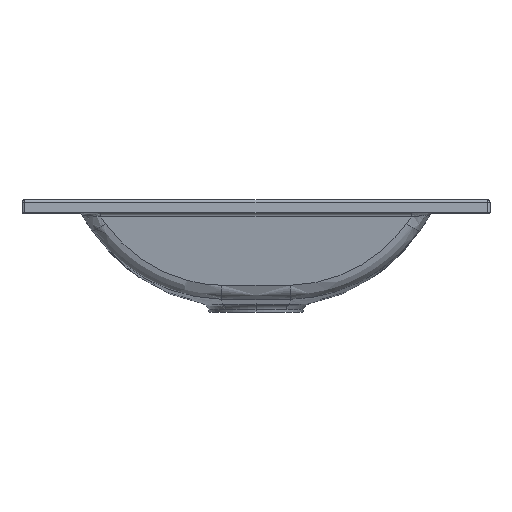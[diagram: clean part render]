
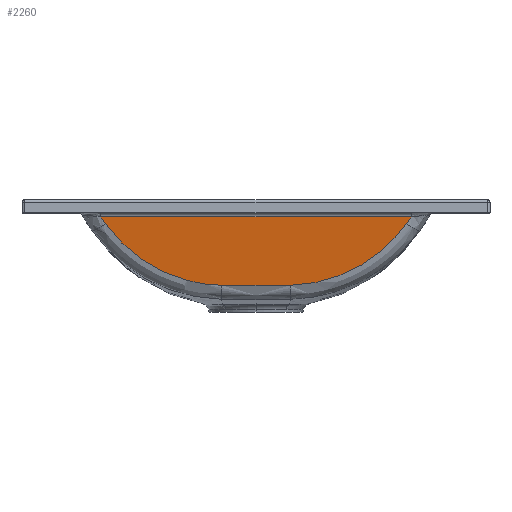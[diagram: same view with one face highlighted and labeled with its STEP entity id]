
A CAD part, top view. The second image highlights one B-rep face of the part: STEP entity #2260.
In plain terms, the highlighted planar face has unit normal (0, -0.122, 0.993).
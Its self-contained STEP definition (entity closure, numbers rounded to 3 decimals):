
#24 = ORIENTED_EDGE ( 'NONE', *, *, #2055, .T. ) ;
#148 = CARTESIAN_POINT ( 'NONE',  ( -164.289, -20.838, 148.039 ) ) ;
#208 = CARTESIAN_POINT ( 'NONE',  ( 88.52, -81.322, 140.613 ) ) ;
#314 = CARTESIAN_POINT ( 'NONE',  ( -128.352, -59.162, 143.333 ) ) ;
#346 = CARTESIAN_POINT ( 'NONE',  ( -74.225, -85.971, 140.042 ) ) ;
#376 = CARTESIAN_POINT ( 'NONE',  ( 36.53, -91.424, 139.372 ) ) ;
#425 = CARTESIAN_POINT ( 'NONE',  ( -36.53, -91.424, 139.372 ) ) ;
#545 = EDGE_CURVE ( 'NONE', #3012, #4030, #2719, .T. ) ;
#644 = CARTESIAN_POINT ( 'NONE',  ( 82.752, -83.381, 140.36 ) ) ;
#659 = VERTEX_POINT ( 'NONE', #425 ) ;
#671 = CARTESIAN_POINT ( 'NONE',  ( 149.7, -40.023, 145.683 ) ) ;
#754 = CARTESIAN_POINT ( 'NONE',  ( -141.106, -48.455, 144.648 ) ) ;
#783 = CARTESIAN_POINT ( 'NONE',  ( -80.101, -84.243, 140.254 ) ) ;
#930 = CARTESIAN_POINT ( 'NONE',  ( 164.289, -20.838, 148.039 ) ) ;
#1082 = CARTESIAN_POINT ( 'NONE',  ( 24.353, -91.678, 139.341 ) ) ;
#1098 = CARTESIAN_POINT ( 'NONE',  ( 66.683, -87.942, 139.8 ) ) ;
#1129 = CARTESIAN_POINT ( 'NONE',  ( 131.776, -56.499, 143.66 ) ) ;
#1208 = CARTESIAN_POINT ( 'NONE',  ( -157.355, -30.584, 146.842 ) ) ;
#1245 = CARTESIAN_POINT ( 'NONE',  ( -95.77, -78.483, 140.961 ) ) ;
#1259 = EDGE_LOOP ( 'NONE', ( #1838, #24, #2731, #3186, #5880, #3170 ) ) ;
#1266 = DIRECTION ( 'NONE',  ( 0., -0.993, -0.122 ) ) ;
#1442 = CARTESIAN_POINT ( 'NONE',  ( -168.684, -18.391, 148.34 ) ) ;
#1541 = CARTESIAN_POINT ( 'NONE',  ( -36.53, -91.424, 139.372 ) ) ;
#1557 = CARTESIAN_POINT ( 'NONE',  ( 42.671, -91.296, 139.388 ) ) ;
#1584 = CARTESIAN_POINT ( 'NONE',  ( 117.02, -67.19, 142.348 ) ) ;
#1640 = CARTESIAN_POINT ( 'NONE',  ( 160.924, -25.624, 147.451 ) ) ;
#1693 = CARTESIAN_POINT ( 'NONE',  ( -117.133, -67.121, 142.356 ) ) ;
#1720 = PLANE ( 'NONE',  #4274 ) ;
#1729 = CARTESIAN_POINT ( 'NONE',  ( -42.671, -91.296, 139.388 ) ) ;
#1838 = ORIENTED_EDGE ( 'NONE', *, *, #3450, .T. ) ;
#1969 = CARTESIAN_POINT ( 'NONE',  ( -162.633, -23.25, 147.743 ) ) ;
#2036 = CARTESIAN_POINT ( 'NONE',  ( 95.646, -78.54, 140.954 ) ) ;
#2055 = EDGE_CURVE ( 'NONE', #2321, #5316, #5549, .T. ) ;
#2075 =( BOUNDED_CURVE ( )  B_SPLINE_CURVE ( 3, ( #4245, #148, #1969, #3795 ),
 .UNSPECIFIED., .F., .T. ) 
 B_SPLINE_CURVE_WITH_KNOTS ( ( 4, 4 ),
 ( 2.15, 2.195 ),
 .UNSPECIFIED. ) 
 CURVE ( )  GEOMETRIC_REPRESENTATION_ITEM ( )  RATIONAL_B_SPLINE_CURVE ( ( 1., 1., 1., 1. ) ) 
 REPRESENTATION_ITEM ( '' )  );
#2144 = CARTESIAN_POINT ( 'NONE',  ( -127.137, -60.081, 143.221 ) ) ;
#2176 = CARTESIAN_POINT ( 'NONE',  ( -66.813, -87.916, 139.803 ) ) ;
#2260 = ADVANCED_FACE ( 'NONE', ( #5807 ), #1720, .T. ) ;
#2321 = VERTEX_POINT ( 'NONE', #4025 ) ;
#2329 = CARTESIAN_POINT ( 'NONE',  ( -160.924, -25.624, 147.451 ) ) ;
#2484 = CARTESIAN_POINT ( 'NONE',  ( 84.198, -82.889, 140.42 ) ) ;
#2508 = CARTESIAN_POINT ( 'NONE',  ( 157.355, -30.583, 146.843 ) ) ;
#2588 = CARTESIAN_POINT ( 'NONE',  ( -134.283, -54.429, 143.915 ) ) ;
#2595 = CARTESIAN_POINT ( 'NONE',  ( -165.891, -18.391, 148.34 ) ) ;
#2618 = CARTESIAN_POINT ( 'NONE',  ( -78.642, -84.696, 140.198 ) ) ;
#2664 = B_SPLINE_CURVE_WITH_KNOTS ( 'NONE', 3,
 ( #5753, #1208, #3045, #4866, #754, #2588, #4415, #314, #2144, #3970, #5784, #1693, #3526, #5356, #1245, #3076, #4897, #783, #2618, #4445, #346, #2176, #4004, #5816, #1729, #3555 ),
 .UNSPECIFIED., .F., .F.,
 ( 4, 2, 2, 2, 2, 2, 2, 2, 2, 2, 2, 2, 4 ),
 ( 0., 0.018, 0.036, 0.045, 0.05, 0.054, 0.073, 0.091, 0.1, 0.104, 0.109, 0.127, 0.145 ),
 .UNSPECIFIED. ) ;
#2719 = B_SPLINE_CURVE_WITH_KNOTS ( 'NONE', 3,
 ( #5656, #1557, #3386, #5210, #1098, #2939, #4764, #644, #2484, #4310, #208, #2036, #3862, #5682, #1584, #3412, #5240, #1129, #2965, #4786, #671, #2508, #4336 ),
 .UNSPECIFIED., .F., .F.,
 ( 4, 2, 2, 2, 2, 2, 2, 2, 2, 2, 1, 4 ),
 ( 0., 0.018, 0.036, 0.045, 0.05, 0.054, 0.073, 0.091, 0.1, 0.109, 0.127, 0.145 ),
 .UNSPECIFIED. ) ;
#2731 = ORIENTED_EDGE ( 'NONE', *, *, #2845, .T. ) ;
#2772 = CARTESIAN_POINT ( 'NONE',  ( 165.891, -18.391, 148.34 ) ) ;
#2845 = EDGE_CURVE ( 'NONE', #5316, #3879, #2075, .T. ) ;
#2917 = CARTESIAN_POINT ( 'NONE',  ( 36.53, -91.424, 139.372 ) ) ;
#2939 = CARTESIAN_POINT ( 'NONE',  ( 75.485, -85.645, 140.082 ) ) ;
#2965 = CARTESIAN_POINT ( 'NONE',  ( 134.143, -54.548, 143.9 ) ) ;
#3012 = VERTEX_POINT ( 'NONE', #376 ) ;
#3045 = CARTESIAN_POINT ( 'NONE',  ( -153.535, -35.293, 146.264 ) ) ;
#3076 = CARTESIAN_POINT ( 'NONE',  ( -87.306, -81.799, 140.554 ) ) ;
#3170 = ORIENTED_EDGE ( 'NONE', *, *, #545, .T. ) ;
#3186 = ORIENTED_EDGE ( 'NONE', *, *, #4256, .T. ) ;
#3221 = CARTESIAN_POINT ( 'NONE',  ( 160.924, -25.624, 147.451 ) ) ;
#3273 = DIRECTION ( 'NONE',  ( -1., 0., 0. ) ) ;
#3369 = CARTESIAN_POINT ( 'NONE',  ( -24.353, -91.678, 139.341 ) ) ;
#3386 = CARTESIAN_POINT ( 'NONE',  ( 48.741, -90.804, 139.448 ) ) ;
#3412 = CARTESIAN_POINT ( 'NONE',  ( 124.509, -62.034, 142.981 ) ) ;
#3436 = B_SPLINE_CURVE_WITH_KNOTS ( 'NONE', 3,
 ( #1541, #3369, #5192, #1082, #2917 ),
 .UNSPECIFIED., .F., .F.,
 ( 4, 1, 4 ),
 ( 0., 0.037, 0.073 ),
 .UNSPECIFIED. ) ;
#3450 = EDGE_CURVE ( 'NONE', #4030, #2321, #5146, .T. ) ;
#3526 = CARTESIAN_POINT ( 'NONE',  ( -111.942, -70.275, 141.969 ) ) ;
#3546 = CARTESIAN_POINT ( 'NONE',  ( -180., -1.584, 150.403 ) ) ;
#3555 = CARTESIAN_POINT ( 'NONE',  ( -36.53, -91.424, 139.372 ) ) ;
#3795 = CARTESIAN_POINT ( 'NONE',  ( -160.924, -25.624, 147.451 ) ) ;
#3862 = CARTESIAN_POINT ( 'NONE',  ( 101.165, -76.002, 141.266 ) ) ;
#3879 = VERTEX_POINT ( 'NONE', #2329 ) ;
#3970 = CARTESIAN_POINT ( 'NONE',  ( -124.677, -61.886, 142.999 ) ) ;
#4004 = CARTESIAN_POINT ( 'NONE',  ( -60.83, -89.114, 139.656 ) ) ;
#4025 = CARTESIAN_POINT ( 'NONE',  ( 165.891, -18.391, 148.34 ) ) ;
#4030 = VERTEX_POINT ( 'NONE', #1640 ) ;
#4245 = CARTESIAN_POINT ( 'NONE',  ( -165.891, -18.391, 148.34 ) ) ;
#4256 = EDGE_CURVE ( 'NONE', #3879, #659, #2664, .T. ) ;
#4274 = AXIS2_PLACEMENT_3D ( 'NONE', #3546, #5378, #1266 ) ;
#4310 = CARTESIAN_POINT ( 'NONE',  ( 87.081, -81.859, 140.547 ) ) ;
#4336 = CARTESIAN_POINT ( 'NONE',  ( 160.924, -25.624, 147.451 ) ) ;
#4415 = CARTESIAN_POINT ( 'NONE',  ( -131.948, -56.36, 143.678 ) ) ;
#4445 = CARTESIAN_POINT ( 'NONE',  ( -75.705, -85.56, 140.092 ) ) ;
#4458 = VECTOR ( 'NONE', #3273, 1000. ) ;
#4535 = EDGE_CURVE ( 'NONE', #659, #3012, #3436, .T. ) ;
#4764 = CARTESIAN_POINT ( 'NONE',  ( 78.402, -84.792, 140.186 ) ) ;
#4786 = CARTESIAN_POINT ( 'NONE',  ( 141.032, -48.528, 144.639 ) ) ;
#4866 = CARTESIAN_POINT ( 'NONE',  ( -145.41, -44.229, 145.167 ) ) ;
#4897 = CARTESIAN_POINT ( 'NONE',  ( -84.447, -82.826, 140.428 ) ) ;
#5040 = CARTESIAN_POINT ( 'NONE',  ( 162.633, -23.25, 147.743 ) ) ;
#5146 =( BOUNDED_CURVE ( )  B_SPLINE_CURVE ( 3, ( #3221, #5040, #930, #2772 ),
 .UNSPECIFIED., .F., .T. ) 
 B_SPLINE_CURVE_WITH_KNOTS ( ( 4, 4 ),
 ( 4.089, 4.133 ),
 .UNSPECIFIED. ) 
 CURVE ( )  GEOMETRIC_REPRESENTATION_ITEM ( )  RATIONAL_B_SPLINE_CURVE ( ( 1., 1., 1., 1. ) ) 
 REPRESENTATION_ITEM ( '' )  );
#5192 = CARTESIAN_POINT ( 'NONE',  ( 0., -91.949, 139.308 ) ) ;
#5210 = CARTESIAN_POINT ( 'NONE',  ( 60.747, -89.128, 139.654 ) ) ;
#5240 = CARTESIAN_POINT ( 'NONE',  ( 126.961, -60.24, 143.201 ) ) ;
#5316 = VERTEX_POINT ( 'NONE', #2595 ) ;
#5356 = CARTESIAN_POINT ( 'NONE',  ( -101.26, -75.956, 141.271 ) ) ;
#5378 = DIRECTION ( 'NONE',  ( 0., -0.122, 0.993 ) ) ;
#5549 = LINE ( 'NONE', #1442, #4458 ) ;
#5656 = CARTESIAN_POINT ( 'NONE',  ( 36.53, -91.424, 139.372 ) ) ;
#5682 = CARTESIAN_POINT ( 'NONE',  ( 111.852, -70.327, 141.963 ) ) ;
#5753 = CARTESIAN_POINT ( 'NONE',  ( -160.924, -25.624, 147.451 ) ) ;
#5784 = CARTESIAN_POINT ( 'NONE',  ( -123.429, -62.775, 142.89 ) ) ;
#5807 = FACE_OUTER_BOUND ( 'NONE', #1259, .T. ) ;
#5816 = CARTESIAN_POINT ( 'NONE',  ( -48.759, -90.804, 139.448 ) ) ;
#5880 = ORIENTED_EDGE ( 'NONE', *, *, #4535, .T. ) ;
